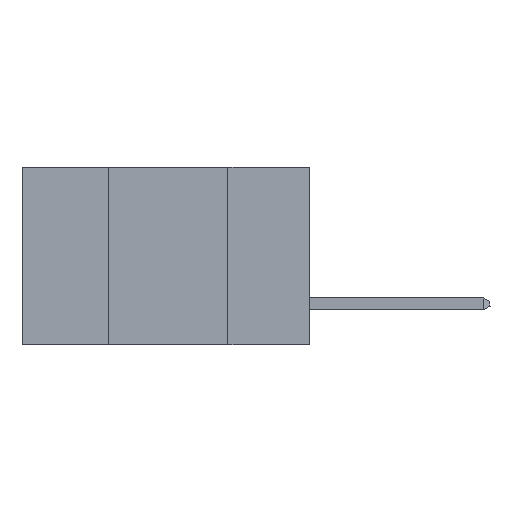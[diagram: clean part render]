
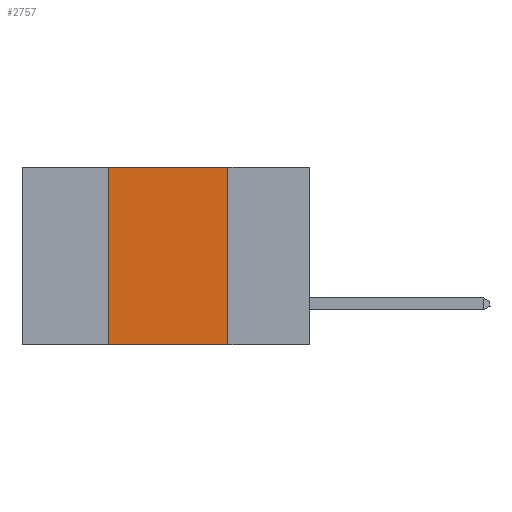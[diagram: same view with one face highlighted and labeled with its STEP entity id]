
A CAD part, left-side view. The second image highlights one B-rep face of the part: STEP entity #2757.
In plain terms, the highlighted planar face has unit normal (-1, 0, 0).
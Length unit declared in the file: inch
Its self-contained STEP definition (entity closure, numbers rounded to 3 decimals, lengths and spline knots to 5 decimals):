
#84 = AXIS2_PLACEMENT_3D ( 'NONE', #2983, #7616, #8361 ) ;
#622 = EDGE_LOOP ( 'NONE', ( #2041, #9772, #3999, #7539 ) ) ;
#1139 = VERTEX_POINT ( 'NONE', #4568 ) ;
#1377 = VECTOR ( 'NONE', #4230, 39.37008 ) ;
#1431 = DIRECTION ( 'NONE',  ( 0., -1., 0. ) ) ;
#1641 = CARTESIAN_POINT ( 'NONE',  ( 0., 0.17, 0. ) ) ;
#2022 = VECTOR ( 'NONE', #1431, 39.37008 ) ;
#2041 = ORIENTED_EDGE ( 'NONE', *, *, #3864, .F. ) ;
#2505 = LINE ( 'NONE', #3898, #8494 ) ;
#2757 = ADVANCED_FACE ( 'NONE', ( #5376 ), #3015, .F. ) ;
#2983 = CARTESIAN_POINT ( 'NONE',  ( 0., 0.6, 0. ) ) ;
#3015 = PLANE ( 'NONE',  #84 ) ;
#3156 = DIRECTION ( 'NONE',  ( 0., -1., 0. ) ) ;
#3189 = DIRECTION ( 'NONE',  ( 0., 0., -1. ) ) ;
#3207 = EDGE_CURVE ( 'NONE', #6903, #5437, #6007, .T. ) ;
#3819 = LINE ( 'NONE', #7663, #2022 ) ;
#3864 = EDGE_CURVE ( 'NONE', #1139, #5095, #7413, .T. ) ;
#3898 = CARTESIAN_POINT ( 'NONE',  ( 0., 0.6, 0. ) ) ;
#3999 = ORIENTED_EDGE ( 'NONE', *, *, #3207, .F. ) ;
#4230 = DIRECTION ( 'NONE',  ( 0., 0., 1. ) ) ;
#4568 = CARTESIAN_POINT ( 'NONE',  ( 0., 0.17, 0. ) ) ;
#5095 = VERTEX_POINT ( 'NONE', #6368 ) ;
#5376 = FACE_OUTER_BOUND ( 'NONE', #622, .T. ) ;
#5437 = VERTEX_POINT ( 'NONE', #5488 ) ;
#5488 = CARTESIAN_POINT ( 'NONE',  ( 0., 0.42, 0. ) ) ;
#5855 = VECTOR ( 'NONE', #3189, 39.37008 ) ;
#6007 = LINE ( 'NONE', #7818, #1377 ) ;
#6096 = EDGE_CURVE ( 'NONE', #5437, #1139, #2505, .T. ) ;
#6368 = CARTESIAN_POINT ( 'NONE',  ( 0., 0.17, -0.37 ) ) ;
#6618 = EDGE_CURVE ( 'NONE', #6903, #5095, #3819, .T. ) ;
#6739 = CARTESIAN_POINT ( 'NONE',  ( 0., 0.42, -0.37 ) ) ;
#6903 = VERTEX_POINT ( 'NONE', #6739 ) ;
#7413 = LINE ( 'NONE', #1641, #5855 ) ;
#7539 = ORIENTED_EDGE ( 'NONE', *, *, #6618, .T. ) ;
#7616 = DIRECTION ( 'NONE',  ( 1., 0., 0. ) ) ;
#7663 = CARTESIAN_POINT ( 'NONE',  ( 0., 0.6, -0.37 ) ) ;
#7818 = CARTESIAN_POINT ( 'NONE',  ( 0., 0.42, 0. ) ) ;
#8361 = DIRECTION ( 'NONE',  ( 0., 0., -1. ) ) ;
#8494 = VECTOR ( 'NONE', #3156, 39.37008 ) ;
#9772 = ORIENTED_EDGE ( 'NONE', *, *, #6096, .F. ) ;
